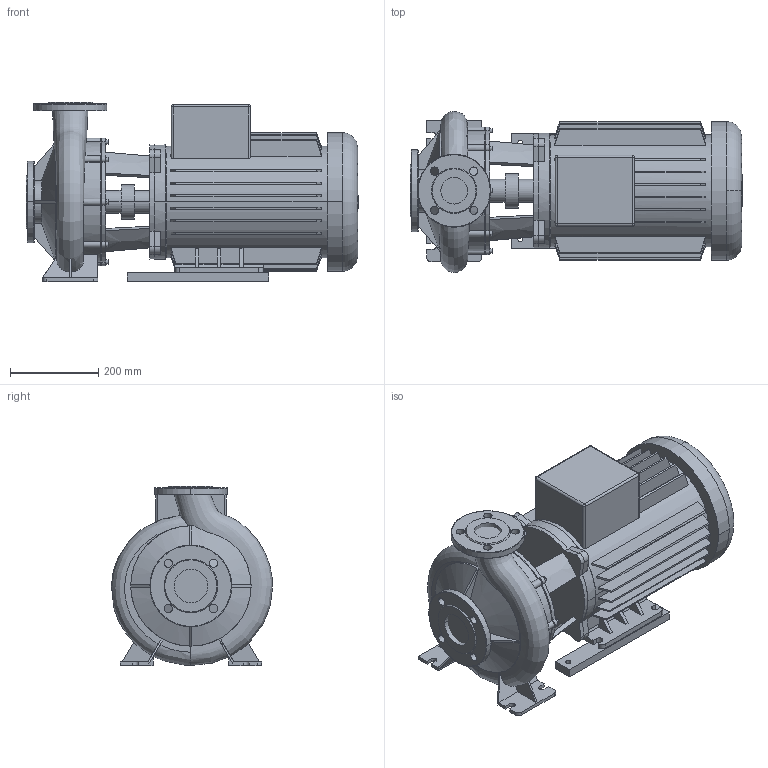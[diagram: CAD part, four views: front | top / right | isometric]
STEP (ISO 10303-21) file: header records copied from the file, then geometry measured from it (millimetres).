
FILE_DESCRIPTION((''),'2;1');
FILE_NAME('3d_BM50_235-18_5_2-2103509.stp','2011-01-26T14:45:14',(''),(''),'Mechanical Desktop 2008','Mechanical Desktop 2008',', , ');
FILE_SCHEMA(('CONFIG_CONTROL_DESIGN'));
Length unit declared in the file: millimetre
Products named in the file (1): Product
Bounding box: 751 x 364.94 x 405 mm (x, y, z)
Volume: 41882054.3 mm3; surface area: 2068099.7 mm2
Topology: 12 solids, 12 shells, 690 faces, 1795 edges, 1169 vertices
Faces by surface type: plane 321, bspline 197, cylinder 122, cone 44, sphere 4, torus 2
Entity records: 29599 total; most frequent: CARTESIAN_POINT 13383, ORIENTED_EDGE 3582, DIRECTION 3000, EDGE_CURVE 1791, VERTEX_POINT 1169, VECTOR 1074, LINE 1074, AXIS2_PLACEMENT_3D 963
